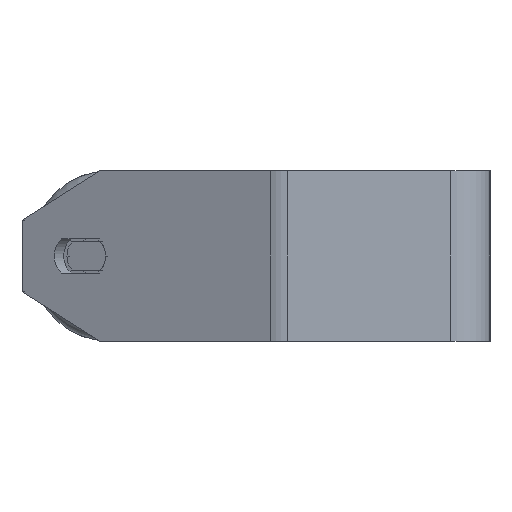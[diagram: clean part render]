
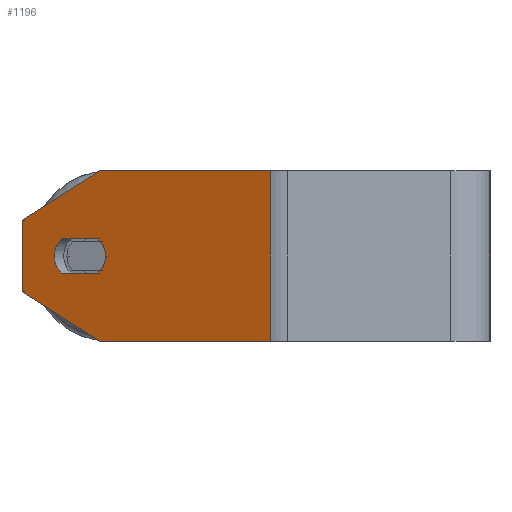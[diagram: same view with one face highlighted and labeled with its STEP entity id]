
A CAD part, left-side view. The second image highlights one B-rep face of the part: STEP entity #1196.
In plain terms, the highlighted planar face has unit normal (-0.906, 0.423, 0).
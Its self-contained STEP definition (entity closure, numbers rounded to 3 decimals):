
#112 = LINE ( 'NONE', #7861, #2989 ) ;
#131 = VECTOR ( 'NONE', #5944, 1000. ) ;
#137 = DIRECTION ( 'NONE',  ( -0.423, -0.906, 0. ) ) ;
#308 = ORIENTED_EDGE ( 'NONE', *, *, #6362, .T. ) ;
#332 = DIRECTION ( 'NONE',  ( 0.423, 0.906, 0. ) ) ;
#379 = CARTESIAN_POINT ( 'NONE',  ( -236.281, 146.929, 0. ) ) ;
#462 = CARTESIAN_POINT ( 'NONE',  ( -240.507, 137.865, -30. ) ) ;
#489 = VERTEX_POINT ( 'NONE', #6630 ) ;
#740 = LINE ( 'NONE', #3339, #131 ) ;
#752 = DIRECTION ( 'NONE',  ( -0.423, -0.906, 0. ) ) ;
#767 = CARTESIAN_POINT ( 'NONE',  ( -238.394, 142.397, 0. ) ) ;
#941 = AXIS2_PLACEMENT_3D ( 'NONE', #379, #2348, #8218 ) ;
#1192 = ORIENTED_EDGE ( 'NONE', *, *, #6641, .F. ) ;
#1194 = VECTOR ( 'NONE', #4285, 1000. ) ;
#1196 = ADVANCED_FACE ( 'NONE', ( #4261, #8249 ), #2250, .F. ) ;
#1269 = VERTEX_POINT ( 'NONE', #5965 ) ;
#1635 = CARTESIAN_POINT ( 'NONE',  ( -268.688, 77.43, 30. ) ) ;
#1809 = CARTESIAN_POINT ( 'NONE',  ( -227.828, 165.055, 12.679 ) ) ;
#2069 = VECTOR ( 'NONE', #7517, 1000. ) ;
#2164 = CARTESIAN_POINT ( 'NONE',  ( -227.828, 165.055, 30. ) ) ;
#2191 = VERTEX_POINT ( 'NONE', #462 ) ;
#2195 = ORIENTED_EDGE ( 'NONE', *, *, #7396, .F. ) ;
#2250 = PLANE ( 'NONE',  #6931 ) ;
#2282 = ORIENTED_EDGE ( 'NONE', *, *, #2789, .T. ) ;
#2348 = DIRECTION ( 'NONE',  ( -0.906, 0.423, 0. ) ) ;
#2597 = DIRECTION ( 'NONE',  ( -0.423, -0.906, 0. ) ) ;
#2641 = CARTESIAN_POINT ( 'NONE',  ( -227.828, 165.055, 30. ) ) ;
#2709 = LINE ( 'NONE', #2641, #5444 ) ;
#2785 = CARTESIAN_POINT ( 'NONE',  ( -238.394, 142.397, 0. ) ) ;
#2789 = EDGE_CURVE ( 'NONE', #2191, #5961, #112, .T. ) ;
#2813 = DIRECTION ( 'NONE',  ( -0.906, 0.423, 0. ) ) ;
#2825 = DIRECTION ( 'NONE',  ( -0.906, 0.423, 0. ) ) ;
#2857 = CARTESIAN_POINT ( 'NONE',  ( -240.296, 138.319, 6. ) ) ;
#2967 = LINE ( 'NONE', #1809, #2069 ) ;
#2989 = VECTOR ( 'NONE', #752, 1000. ) ;
#3145 = ORIENTED_EDGE ( 'NONE', *, *, #7281, .F. ) ;
#3232 = LINE ( 'NONE', #5839, #5108 ) ;
#3271 = ORIENTED_EDGE ( 'NONE', *, *, #6873, .F. ) ;
#3339 = CARTESIAN_POINT ( 'NONE',  ( -240.507, 137.865, -30. ) ) ;
#3404 = CARTESIAN_POINT ( 'NONE',  ( -227.828, 165.055, -12.679 ) ) ;
#3648 = EDGE_CURVE ( 'NONE', #489, #6126, #3232, .T. ) ;
#3689 = VERTEX_POINT ( 'NONE', #7992 ) ;
#3738 = CARTESIAN_POINT ( 'NONE',  ( -227.828, 165.055, 12.679 ) ) ;
#3740 = EDGE_CURVE ( 'NONE', #7397, #3689, #8035, .T. ) ;
#3862 = CARTESIAN_POINT ( 'NONE',  ( -240.296, 138.319, -6. ) ) ;
#3940 = AXIS2_PLACEMENT_3D ( 'NONE', #2785, #2825, #7371 ) ;
#4088 = CIRCLE ( 'NONE', #941, 7.5 ) ;
#4094 = VERTEX_POINT ( 'NONE', #3738 ) ;
#4127 = DIRECTION ( 'NONE',  ( 0.423, 0.906, 0. ) ) ;
#4180 = EDGE_LOOP ( 'NONE', ( #7839, #2195, #1192, #3145, #3271 ) ) ;
#4261 = FACE_BOUND ( 'NONE', #4180, .T. ) ;
#4285 = DIRECTION ( 'NONE',  ( 0., 0., -1. ) ) ;
#4299 = CARTESIAN_POINT ( 'NONE',  ( -227.828, 165.055, 30. ) ) ;
#4616 = VERTEX_POINT ( 'NONE', #3404 ) ;
#4662 = EDGE_CURVE ( 'NONE', #7397, #4094, #2967, .T. ) ;
#4703 = CARTESIAN_POINT ( 'NONE',  ( -241.563, 135.6, 0. ) ) ;
#4760 = CIRCLE ( 'NONE', #8063, 7.5 ) ;
#4767 = DIRECTION ( 'NONE',  ( -0.423, -0.906, 0. ) ) ;
#4928 = LINE ( 'NONE', #1635, #1194 ) ;
#5108 = VECTOR ( 'NONE', #2597, 1000. ) ;
#5444 = VECTOR ( 'NONE', #7185, 1000. ) ;
#5576 = CARTESIAN_POINT ( 'NONE',  ( -234.379, 151.007, 6. ) ) ;
#5652 = VECTOR ( 'NONE', #4767, 1000. ) ;
#5716 = VERTEX_POINT ( 'NONE', #5576 ) ;
#5839 = CARTESIAN_POINT ( 'NONE',  ( -240.296, 138.319, -6. ) ) ;
#5842 = VECTOR ( 'NONE', #4127, 1000. ) ;
#5944 = DIRECTION ( 'NONE',  ( -0.366, -0.785, -0.5 ) ) ;
#5961 = VERTEX_POINT ( 'NONE', #6629 ) ;
#5965 = CARTESIAN_POINT ( 'NONE',  ( -240.296, 138.319, 6. ) ) ;
#6126 = VERTEX_POINT ( 'NONE', #3862 ) ;
#6280 = DIRECTION ( 'NONE',  ( 0.906, -0.423, 0. ) ) ;
#6362 = EDGE_CURVE ( 'NONE', #4094, #4616, #2709, .T. ) ;
#6428 = ORIENTED_EDGE ( 'NONE', *, *, #6917, .T. ) ;
#6629 = CARTESIAN_POINT ( 'NONE',  ( -268.688, 77.43, -30. ) ) ;
#6630 = CARTESIAN_POINT ( 'NONE',  ( -234.379, 151.007, -6. ) ) ;
#6641 = EDGE_CURVE ( 'NONE', #1269, #5716, #7680, .T. ) ;
#6859 = ORIENTED_EDGE ( 'NONE', *, *, #8181, .F. ) ;
#6873 = EDGE_CURVE ( 'NONE', #6126, #6956, #6952, .T. ) ;
#6917 = EDGE_CURVE ( 'NONE', #4616, #2191, #740, .T. ) ;
#6918 = ORIENTED_EDGE ( 'NONE', *, *, #3740, .F. ) ;
#6931 = AXIS2_PLACEMENT_3D ( 'NONE', #4299, #6280, #332 ) ;
#6952 = CIRCLE ( 'NONE', #3940, 7.5 ) ;
#6956 = VERTEX_POINT ( 'NONE', #4703 ) ;
#7011 = ORIENTED_EDGE ( 'NONE', *, *, #4662, .T. ) ;
#7081 = EDGE_LOOP ( 'NONE', ( #308, #6428, #2282, #6859, #6918, #7011 ) ) ;
#7185 = DIRECTION ( 'NONE',  ( 0., 0., -1. ) ) ;
#7281 = EDGE_CURVE ( 'NONE', #6956, #1269, #4760, .T. ) ;
#7371 = DIRECTION ( 'NONE',  ( -0.423, -0.906, 0. ) ) ;
#7396 = EDGE_CURVE ( 'NONE', #5716, #489, #4088, .T. ) ;
#7397 = VERTEX_POINT ( 'NONE', #8254 ) ;
#7517 = DIRECTION ( 'NONE',  ( 0.366, 0.785, -0.5 ) ) ;
#7680 = LINE ( 'NONE', #2857, #5842 ) ;
#7839 = ORIENTED_EDGE ( 'NONE', *, *, #3648, .F. ) ;
#7861 = CARTESIAN_POINT ( 'NONE',  ( -227.828, 165.055, -30. ) ) ;
#7992 = CARTESIAN_POINT ( 'NONE',  ( -268.688, 77.43, 30. ) ) ;
#8035 = LINE ( 'NONE', #2164, #5652 ) ;
#8063 = AXIS2_PLACEMENT_3D ( 'NONE', #767, #2813, #137 ) ;
#8181 = EDGE_CURVE ( 'NONE', #3689, #5961, #4928, .T. ) ;
#8218 = DIRECTION ( 'NONE',  ( 0.423, 0.906, 0. ) ) ;
#8249 = FACE_OUTER_BOUND ( 'NONE', #7081, .T. ) ;
#8254 = CARTESIAN_POINT ( 'NONE',  ( -240.507, 137.865, 30. ) ) ;
